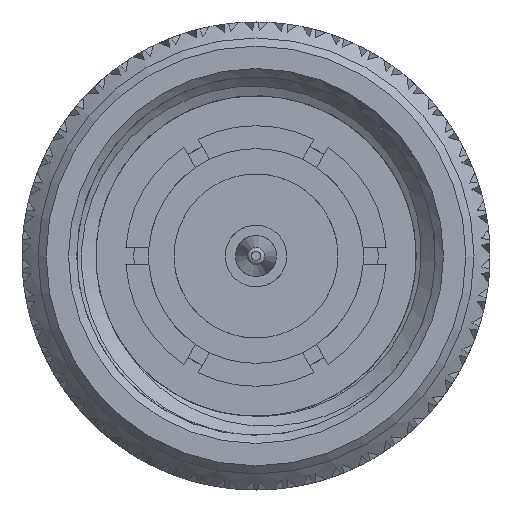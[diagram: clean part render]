
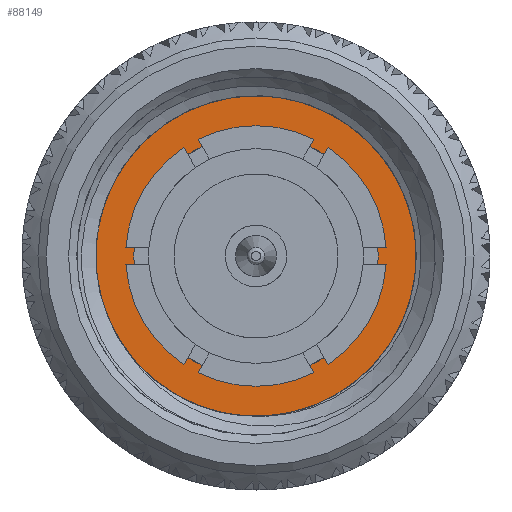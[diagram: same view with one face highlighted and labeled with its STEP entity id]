
A CAD part, left-side view. The second image highlights one B-rep face of the part: STEP entity #88149.
In plain terms, the highlighted planar face has unit normal (-1, 0, 0).
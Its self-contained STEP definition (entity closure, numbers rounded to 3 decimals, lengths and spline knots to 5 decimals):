
#1063 = DIRECTION ( 'NONE',  ( -1., 0., 0. ) ) ;
#3954 = CARTESIAN_POINT ( 'NONE',  ( 0.315, -0.06646, -0.18391 ) ) ;
#4477 = CARTESIAN_POINT ( 'NONE',  ( 0.315, -0.20791, 0.01776 ) ) ;
#4998 = CARTESIAN_POINT ( 'NONE',  ( 0.315, -0.20615, 0.03797 ) ) ;
#8154 = CARTESIAN_POINT ( 'NONE',  ( 0.315, -0.15654, 0.14785 ) ) ;
#11552 = CARTESIAN_POINT ( 'NONE',  ( 0.315, 0., -0.19555 ) ) ;
#12421 = CARTESIAN_POINT ( 'NONE',  ( 0.315, -0.20629, -0.02311 ) ) ;
#12952 = CARTESIAN_POINT ( 'NONE',  ( 0.315, -0.15915, -0.12333 ) ) ;
#14236 = EDGE_CURVE ( 'NONE', #93529, #95143, #43432, .T. ) ;
#15580 = CARTESIAN_POINT ( 'NONE',  ( 0.315, -0.11106, 0.18848 ) ) ;
#16111 = CARTESIAN_POINT ( 'NONE',  ( 0.315, -0.16916, 0.13176 ) ) ;
#17422 = VERTEX_POINT ( 'NONE', #81828 ) ;
#20377 = CARTESIAN_POINT ( 'NONE',  ( 0.315, -0.13757, -0.14502 ) ) ;
#20902 = CARTESIAN_POINT ( 'NONE',  ( 0.315, -0.08576, -0.1772 ) ) ;
#21424 = CARTESIAN_POINT ( 'NONE',  ( 0.315, -0.1968, 0.07763 ) ) ;
#21640 = AXIS2_PLACEMENT_3D ( 'NONE', #50240, #1063, #58154 ) ;
#23822 = ORIENTED_EDGE ( 'NONE', *, *, #50048, .F. ) ;
#25594 = EDGE_CURVE ( 'NONE', #17422, #17422, #61260, .T. ) ;
#25925 = ORIENTED_EDGE ( 'NONE', *, *, #88279, .T. ) ;
#26961 = FACE_BOUND ( 'NONE', #94607, .T. ) ;
#27419 = B_SPLINE_CURVE_WITH_KNOTS ( 'NONE', 3,
 ( #11552, #69712, #92899, #44903 ),
 .UNSPECIFIED., .F., .F.,
 ( 4, 4 ),
 ( 0., 0.00172 ),
 .UNSPECIFIED. ) ;
#28731 = CARTESIAN_POINT ( 'NONE',  ( 0.315, -0.06646, -0.18391 ) ) ;
#29310 = B_SPLINE_CURVE_WITH_KNOTS ( 'NONE', 3,
 ( #3954, #29898, #20902, #77393, #36262, #85283, #20377, #52630, #12952, #62106, #84746, #61583, #12421, #76883, #4477, #4998, #36781, #68984, #21424, #101723, #29373, #93752, #16111, #8154, #31990, #72126, #15580, #87905 ),
 .UNSPECIFIED., .F., .F.,
 ( 4, 2, 2, 2, 2, 2, 2, 2, 2, 2, 2, 2, 2, 4 ),
 ( 0., 0.00077, 0.00155, 0.00232, 0.0031, 0.00464, 0.00619, 0.00697, 0.00774, 0.00852, 0.00929, 0.01006, 0.01084, 0.01239 ),
 .UNSPECIFIED. ) ;
#29373 = CARTESIAN_POINT ( 'NONE',  ( 0.315, -0.18495, 0.10566 ) ) ;
#29578 = CARTESIAN_POINT ( 'NONE',  ( 0.315, 0., -0.19555 ) ) ;
#29898 = CARTESIAN_POINT ( 'NONE',  ( 0.315, -0.07629, -0.18093 ) ) ;
#31990 = CARTESIAN_POINT ( 'NONE',  ( 0.315, -0.14972, 0.15536 ) ) ;
#35595 = EDGE_CURVE ( 'NONE', #69340, #56683, #29310, .T. ) ;
#36262 = CARTESIAN_POINT ( 'NONE',  ( 0.315, -0.11289, -0.16317 ) ) ;
#36781 = CARTESIAN_POINT ( 'NONE',  ( 0.315, -0.20454, 0.04797 ) ) ;
#43432 = LINE ( 'NONE', #75620, #46067 ) ;
#44903 = CARTESIAN_POINT ( 'NONE',  ( 0.315, -0.06646, -0.18391 ) ) ;
#46067 = VECTOR ( 'NONE', #98373, 39.37008 ) ;
#50048 = EDGE_CURVE ( 'NONE', #93529, #56683, #53288, .T. ) ;
#50240 = CARTESIAN_POINT ( 'NONE',  ( 0.315, 0., 0. ) ) ;
#50744 = PLANE ( 'NONE',  #21640 ) ;
#51600 = AXIS2_PLACEMENT_3D ( 'NONE', #94565, #86610, #52911 ) ;
#52195 = CARTESIAN_POINT ( 'NONE',  ( 0.315, 0., 0. ) ) ;
#52630 = CARTESIAN_POINT ( 'NONE',  ( 0.315, -0.15227, -0.13097 ) ) ;
#52889 = ORIENTED_EDGE ( 'NONE', *, *, #35595, .T. ) ;
#52911 = DIRECTION ( 'NONE',  ( 0., -1., 0. ) ) ;
#53288 = CIRCLE ( 'NONE', #51600, 0.21875 ) ;
#56683 = VERTEX_POINT ( 'NONE', #95845 ) ;
#58154 = DIRECTION ( 'NONE',  ( 0., -1., 0. ) ) ;
#59646 = ORIENTED_EDGE ( 'NONE', *, *, #14236, .T. ) ;
#61260 = CIRCLE ( 'NONE', #66343, 0.149 ) ;
#61583 = CARTESIAN_POINT ( 'NONE',  ( 0.315, -0.20212, -0.04292 ) ) ;
#62106 = CARTESIAN_POINT ( 'NONE',  ( 0.315, -0.17788, -0.09907 ) ) ;
#66343 = AXIS2_PLACEMENT_3D ( 'NONE', #52195, #82259, #75939 ) ;
#68984 = CARTESIAN_POINT ( 'NONE',  ( 0.315, -0.19988, 0.06777 ) ) ;
#69340 = VERTEX_POINT ( 'NONE', #28731 ) ;
#69712 = CARTESIAN_POINT ( 'NONE',  ( 0.315, -0.02262, -0.19555 ) ) ;
#72126 = CARTESIAN_POINT ( 'NONE',  ( 0.315, -0.12779, 0.17637 ) ) ;
#75365 = ORIENTED_EDGE ( 'NONE', *, *, #25594, .T. ) ;
#75492 = CARTESIAN_POINT ( 'NONE',  ( 0.315, 0., -0.21875 ) ) ;
#75620 = CARTESIAN_POINT ( 'NONE',  ( 0.315, 0., 0. ) ) ;
#75939 = DIRECTION ( 'NONE',  ( 0., 1., 0. ) ) ;
#76883 = CARTESIAN_POINT ( 'NONE',  ( 0.315, -0.20807, 0.00748 ) ) ;
#77393 = CARTESIAN_POINT ( 'NONE',  ( 0.315, -0.10405, -0.16834 ) ) ;
#79317 = EDGE_LOOP ( 'NONE', ( #23822, #59646, #25925, #52889 ) ) ;
#81828 = CARTESIAN_POINT ( 'NONE',  ( 0.315, 0.149, 0. ) ) ;
#82259 = DIRECTION ( 'NONE',  ( 1., 0., 0. ) ) ;
#84746 = CARTESIAN_POINT ( 'NONE',  ( 0.315, -0.18775, -0.08136 ) ) ;
#85283 = CARTESIAN_POINT ( 'NONE',  ( 0.315, -0.12971, -0.15147 ) ) ;
#86610 = DIRECTION ( 'NONE',  ( 1., 0., 0. ) ) ;
#87905 = CARTESIAN_POINT ( 'NONE',  ( 0.315, -0.0929, 0.19804 ) ) ;
#88149 = ADVANCED_FACE ( 'NONE', ( #26961, #88756 ), #50744, .T. ) ;
#88279 = EDGE_CURVE ( 'NONE', #95143, #69340, #27419, .T. ) ;
#88756 = FACE_OUTER_BOUND ( 'NONE', #79317, .T. ) ;
#92899 = CARTESIAN_POINT ( 'NONE',  ( 0.315, -0.04518, -0.1916 ) ) ;
#93529 = VERTEX_POINT ( 'NONE', #75492 ) ;
#93752 = CARTESIAN_POINT ( 'NONE',  ( 0.315, -0.17488, 0.12324 ) ) ;
#94565 = CARTESIAN_POINT ( 'NONE',  ( 0.315, 0., 0. ) ) ;
#94607 = EDGE_LOOP ( 'NONE', ( #75365 ) ) ;
#95143 = VERTEX_POINT ( 'NONE', #29578 ) ;
#95845 = CARTESIAN_POINT ( 'NONE',  ( 0.315, -0.0929, 0.19804 ) ) ;
#98373 = DIRECTION ( 'NONE',  ( 0., 0., 1. ) ) ;
#101723 = CARTESIAN_POINT ( 'NONE',  ( 0.315, -0.18933, 0.09653 ) ) ;
